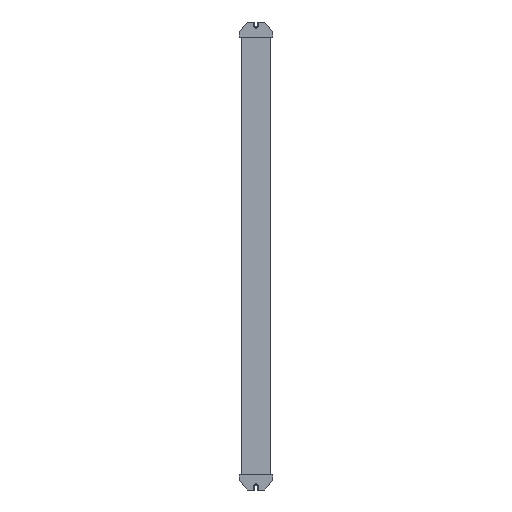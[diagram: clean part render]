
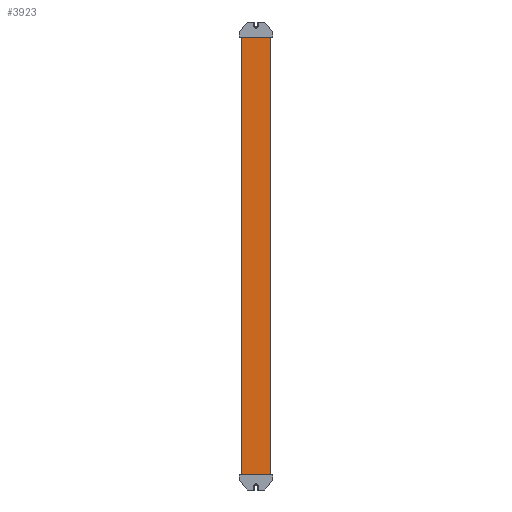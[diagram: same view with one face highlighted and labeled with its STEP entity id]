
A CAD part, front view. The second image highlights one B-rep face of the part: STEP entity #3923.
In plain terms, the highlighted planar face has unit normal (0, -1, 0).
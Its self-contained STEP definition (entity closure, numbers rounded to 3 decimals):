
#3884=CARTESIAN_POINT('Axis2P3D Location',(0.,0.,0.)) ;
#3889=CARTESIAN_POINT('Line Origine',(0.,0.,453.)) ;
#3893=CARTESIAN_POINT('Vertex',(0.,0.,0.)) ;
#3895=CARTESIAN_POINT('Vertex',(0.,0.,906.)) ;
#3898=CARTESIAN_POINT('Line Origine',(30.,0.,0.)) ;
#3902=CARTESIAN_POINT('Vertex',(60.,0.,0.)) ;
#3905=CARTESIAN_POINT('Line Origine',(60.,0.,453.)) ;
#3909=CARTESIAN_POINT('Vertex',(60.,0.,906.)) ;
#3912=CARTESIAN_POINT('Line Origine',(30.,0.,906.)) ;
#3885=DIRECTION('Axis2P3D Direction',(0.,-1.,0.)) ;
#3886=DIRECTION('Axis2P3D XDirection',(1.,0.,0.)) ;
#3890=DIRECTION('Vector Direction',(0.,0.,1.)) ;
#3899=DIRECTION('Vector Direction',(1.,0.,0.)) ;
#3906=DIRECTION('Vector Direction',(0.,0.,1.)) ;
#3913=DIRECTION('Vector Direction',(1.,0.,0.)) ;
#3887=AXIS2_PLACEMENT_3D('Plane Axis2P3D',#3884,#3885,#3886) ;
#3918=ORIENTED_EDGE('',*,*,#3897,.F.) ;
#3919=ORIENTED_EDGE('',*,*,#3904,.T.) ;
#3920=ORIENTED_EDGE('',*,*,#3911,.T.) ;
#3921=ORIENTED_EDGE('',*,*,#3916,.F.) ;
#3891=VECTOR('Line Direction',#3890,1.) ;
#3900=VECTOR('Line Direction',#3899,1.) ;
#3907=VECTOR('Line Direction',#3906,1.) ;
#3914=VECTOR('Line Direction',#3913,1.) ;
#3923=ADVANCED_FACE('PartBody',(#3922),#3888,.T.) ;
#3897=EDGE_CURVE('',#3894,#3896,#3892,.T.) ;
#3904=EDGE_CURVE('',#3894,#3903,#3901,.T.) ;
#3911=EDGE_CURVE('',#3903,#3910,#3908,.T.) ;
#3916=EDGE_CURVE('',#3896,#3910,#3915,.T.) ;
#3917=EDGE_LOOP('',(#3918,#3919,#3920,#3921)) ;
#3922=FACE_OUTER_BOUND('',#3917,.T.) ;
#3892=LINE('Line',#3889,#3891) ;
#3901=LINE('Line',#3898,#3900) ;
#3908=LINE('Line',#3905,#3907) ;
#3915=LINE('Line',#3912,#3914) ;
#3888=PLANE('Plane',#3887) ;
#3894=VERTEX_POINT('',#3893) ;
#3896=VERTEX_POINT('',#3895) ;
#3903=VERTEX_POINT('',#3902) ;
#3910=VERTEX_POINT('',#3909) ;
